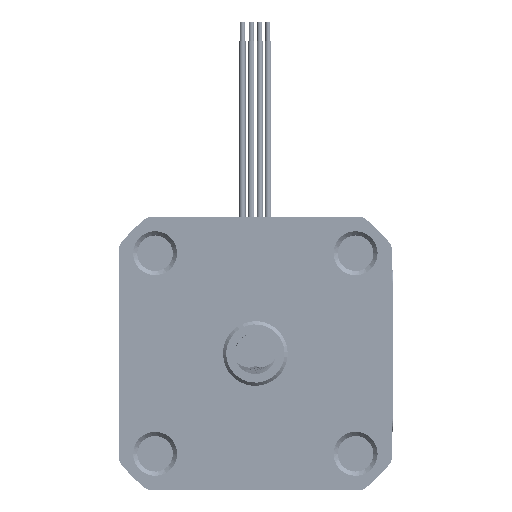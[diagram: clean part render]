
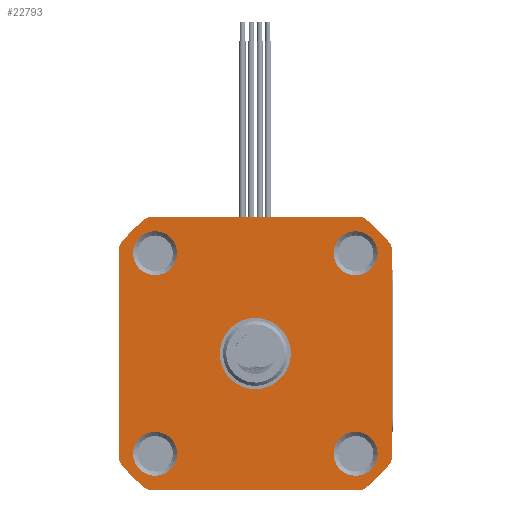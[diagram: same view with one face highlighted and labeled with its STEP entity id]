
A CAD part, front view. The second image highlights one B-rep face of the part: STEP entity #22793.
In plain terms, the highlighted face is planar.
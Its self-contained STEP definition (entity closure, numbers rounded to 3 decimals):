
#793=PLANE('',#24877);
#2169=LINE('',#37027,#4137);
#2170=LINE('',#37035,#4138);
#2171=LINE('',#37043,#4139);
#2172=LINE('',#37051,#4140);
#4137=VECTOR('',#30037,32.311);
#4138=VECTOR('',#30044,32.311);
#4139=VECTOR('',#30051,32.311);
#4140=VECTOR('',#30058,32.311);
#5143=FACE_BOUND('',#7383,.T.);
#5144=FACE_BOUND('',#7384,.T.);
#5145=FACE_BOUND('',#7385,.T.);
#5146=FACE_BOUND('',#7386,.T.);
#5147=FACE_BOUND('',#7387,.T.);
#5979=FACE_OUTER_BOUND('',#7382,.T.);
#7382=EDGE_LOOP('',(#18537,#18538,#18539,#18540,#18541,#18542,#18543,#18544,
#18545,#18546,#18547,#18548,#18549,#18550,#18551,#18552));
#7383=EDGE_LOOP('',(#18553));
#7384=EDGE_LOOP('',(#18554));
#7385=EDGE_LOOP('',(#18555));
#7386=EDGE_LOOP('',(#18556));
#7387=EDGE_LOOP('',(#18557));
#8802=CIRCLE('',#24826,3.4);
#8804=CIRCLE('',#24829,3.4);
#8806=CIRCLE('',#24832,3.4);
#8808=CIRCLE('',#24835,3.4);
#8823=CIRCLE('',#24861,5.5);
#8837=CIRCLE('',#24878,26.9);
#8838=CIRCLE('',#24879,1.5);
#8839=CIRCLE('',#24880,1.5);
#8840=CIRCLE('',#24881,26.9);
#8841=CIRCLE('',#24882,1.5);
#8842=CIRCLE('',#24883,1.5);
#8843=CIRCLE('',#24884,26.9);
#8844=CIRCLE('',#24885,1.5);
#8845=CIRCLE('',#24886,1.5);
#8846=CIRCLE('',#24887,26.9);
#8847=CIRCLE('',#24888,1.5);
#8848=CIRCLE('',#24889,1.5);
#10554=VERTEX_POINT('',#36902);
#10556=VERTEX_POINT('',#36907);
#10558=VERTEX_POINT('',#36912);
#10560=VERTEX_POINT('',#36917);
#10575=VERTEX_POINT('',#36958);
#10605=VERTEX_POINT('',#37021);
#10606=VERTEX_POINT('',#37022);
#10607=VERTEX_POINT('',#37024);
#10608=VERTEX_POINT('',#37026);
#10609=VERTEX_POINT('',#37028);
#10610=VERTEX_POINT('',#37030);
#10611=VERTEX_POINT('',#37032);
#10612=VERTEX_POINT('',#37034);
#10613=VERTEX_POINT('',#37036);
#10614=VERTEX_POINT('',#37038);
#10615=VERTEX_POINT('',#37040);
#10616=VERTEX_POINT('',#37042);
#10617=VERTEX_POINT('',#37044);
#10618=VERTEX_POINT('',#37046);
#10619=VERTEX_POINT('',#37048);
#10620=VERTEX_POINT('',#37050);
#13395=EDGE_CURVE('',#10554,#10554,#8802,.T.);
#13397=EDGE_CURVE('',#10556,#10556,#8804,.T.);
#13399=EDGE_CURVE('',#10558,#10558,#8806,.T.);
#13401=EDGE_CURVE('',#10560,#10560,#8808,.T.);
#13416=EDGE_CURVE('',#10575,#10575,#8823,.T.);
#13446=EDGE_CURVE('',#10605,#10606,#8837,.T.);
#13447=EDGE_CURVE('',#10607,#10605,#8838,.T.);
#13448=EDGE_CURVE('',#10608,#10607,#2169,.T.);
#13449=EDGE_CURVE('',#10609,#10608,#8839,.T.);
#13450=EDGE_CURVE('',#10610,#10609,#8840,.T.);
#13451=EDGE_CURVE('',#10611,#10610,#8841,.T.);
#13452=EDGE_CURVE('',#10612,#10611,#2170,.T.);
#13453=EDGE_CURVE('',#10613,#10612,#8842,.T.);
#13454=EDGE_CURVE('',#10614,#10613,#8843,.T.);
#13455=EDGE_CURVE('',#10615,#10614,#8844,.T.);
#13456=EDGE_CURVE('',#10616,#10615,#2171,.T.);
#13457=EDGE_CURVE('',#10617,#10616,#8845,.T.);
#13458=EDGE_CURVE('',#10618,#10617,#8846,.T.);
#13459=EDGE_CURVE('',#10619,#10618,#8847,.T.);
#13460=EDGE_CURVE('',#10620,#10619,#2172,.T.);
#13461=EDGE_CURVE('',#10606,#10620,#8848,.T.);
#18537=ORIENTED_EDGE('',*,*,#13446,.F.);
#18538=ORIENTED_EDGE('',*,*,#13447,.F.);
#18539=ORIENTED_EDGE('',*,*,#13448,.F.);
#18540=ORIENTED_EDGE('',*,*,#13449,.F.);
#18541=ORIENTED_EDGE('',*,*,#13450,.F.);
#18542=ORIENTED_EDGE('',*,*,#13451,.F.);
#18543=ORIENTED_EDGE('',*,*,#13452,.F.);
#18544=ORIENTED_EDGE('',*,*,#13453,.F.);
#18545=ORIENTED_EDGE('',*,*,#13454,.F.);
#18546=ORIENTED_EDGE('',*,*,#13455,.F.);
#18547=ORIENTED_EDGE('',*,*,#13456,.F.);
#18548=ORIENTED_EDGE('',*,*,#13457,.F.);
#18549=ORIENTED_EDGE('',*,*,#13458,.F.);
#18550=ORIENTED_EDGE('',*,*,#13459,.F.);
#18551=ORIENTED_EDGE('',*,*,#13460,.F.);
#18552=ORIENTED_EDGE('',*,*,#13461,.F.);
#18553=ORIENTED_EDGE('',*,*,#13416,.T.);
#18554=ORIENTED_EDGE('',*,*,#13401,.T.);
#18555=ORIENTED_EDGE('',*,*,#13399,.T.);
#18556=ORIENTED_EDGE('',*,*,#13397,.T.);
#18557=ORIENTED_EDGE('',*,*,#13395,.T.);
#22793=ADVANCED_FACE('',(#5979,#5143,#5144,#5145,#5146,#5147),#793,.F.);
#24826=AXIS2_PLACEMENT_3D('',#36903,#29913,#29914);
#24829=AXIS2_PLACEMENT_3D('',#36908,#29919,#29920);
#24832=AXIS2_PLACEMENT_3D('',#36913,#29925,#29926);
#24835=AXIS2_PLACEMENT_3D('',#36918,#29931,#29932);
#24861=AXIS2_PLACEMENT_3D('',#36959,#29983,#29984);
#24877=AXIS2_PLACEMENT_3D('',#37020,#30031,#30032);
#24878=AXIS2_PLACEMENT_3D('',#37023,#30033,#30034);
#24879=AXIS2_PLACEMENT_3D('',#37025,#30035,#30036);
#24880=AXIS2_PLACEMENT_3D('',#37029,#30038,#30039);
#24881=AXIS2_PLACEMENT_3D('',#37031,#30040,#30041);
#24882=AXIS2_PLACEMENT_3D('',#37033,#30042,#30043);
#24883=AXIS2_PLACEMENT_3D('',#37037,#30045,#30046);
#24884=AXIS2_PLACEMENT_3D('',#37039,#30047,#30048);
#24885=AXIS2_PLACEMENT_3D('',#37041,#30049,#30050);
#24886=AXIS2_PLACEMENT_3D('',#37045,#30052,#30053);
#24887=AXIS2_PLACEMENT_3D('',#37047,#30054,#30055);
#24888=AXIS2_PLACEMENT_3D('',#37049,#30056,#30057);
#24889=AXIS2_PLACEMENT_3D('',#37052,#30059,#30060);
#29913=DIRECTION('center_axis',(0.,0.,1.));
#29914=DIRECTION('ref_axis',(1.,0.,0.));
#29919=DIRECTION('center_axis',(0.,0.,1.));
#29920=DIRECTION('ref_axis',(1.,0.,0.));
#29925=DIRECTION('center_axis',(0.,0.,1.));
#29926=DIRECTION('ref_axis',(1.,0.,0.));
#29931=DIRECTION('center_axis',(0.,0.,1.));
#29932=DIRECTION('ref_axis',(1.,0.,0.));
#29983=DIRECTION('center_axis',(0.,0.,1.));
#29984=DIRECTION('ref_axis',(-1.,0.,0.));
#30031=DIRECTION('center_axis',(0.,0.,1.));
#30032=DIRECTION('ref_axis',(1.,0.,0.));
#30033=DIRECTION('center_axis',(0.,0.,1.));
#30034=DIRECTION('ref_axis',(1.,0.,0.));
#30035=DIRECTION('center_axis',(0.,0.,1.));
#30036=DIRECTION('ref_axis',(-1.,0.,0.));
#30037=DIRECTION('',(0.,-1.,0.));
#30038=DIRECTION('center_axis',(0.,0.,1.));
#30039=DIRECTION('ref_axis',(-1.,0.,0.));
#30040=DIRECTION('center_axis',(0.,0.,1.));
#30041=DIRECTION('ref_axis',(1.,0.,0.));
#30042=DIRECTION('center_axis',(0.,0.,1.));
#30043=DIRECTION('ref_axis',(-1.,0.,0.));
#30044=DIRECTION('',(-1.,0.,0.));
#30045=DIRECTION('center_axis',(0.,0.,1.));
#30046=DIRECTION('ref_axis',(-1.,0.,0.));
#30047=DIRECTION('center_axis',(0.,0.,1.));
#30048=DIRECTION('ref_axis',(1.,0.,0.));
#30049=DIRECTION('center_axis',(0.,0.,1.));
#30050=DIRECTION('ref_axis',(-1.,0.,0.));
#30051=DIRECTION('',(0.,1.,0.));
#30052=DIRECTION('center_axis',(0.,0.,1.));
#30053=DIRECTION('ref_axis',(-1.,0.,0.));
#30054=DIRECTION('center_axis',(0.,0.,1.));
#30055=DIRECTION('ref_axis',(1.,0.,0.));
#30056=DIRECTION('center_axis',(0.,0.,1.));
#30057=DIRECTION('ref_axis',(-1.,0.,0.));
#30058=DIRECTION('',(1.,0.,0.));
#30059=DIRECTION('center_axis',(0.,0.,1.));
#30060=DIRECTION('ref_axis',(1.,0.,0.));
#36902=CARTESIAN_POINT('',(-18.9,15.5,1.8));
#36903=CARTESIAN_POINT('Origin',(-15.5,15.5,1.8));
#36907=CARTESIAN_POINT('',(12.1,15.5,1.8));
#36908=CARTESIAN_POINT('Origin',(15.5,15.5,1.8));
#36912=CARTESIAN_POINT('',(-18.9,-15.5,1.8));
#36913=CARTESIAN_POINT('Origin',(-15.5,-15.5,1.8));
#36917=CARTESIAN_POINT('',(12.1,-15.5,1.8));
#36918=CARTESIAN_POINT('Origin',(15.5,-15.5,1.8));
#36958=CARTESIAN_POINT('',(5.5,0.,1.8));
#36959=CARTESIAN_POINT('Origin',(0.,0.,1.8));
#37020=CARTESIAN_POINT('Origin',(0.,0.,1.8));
#37021=CARTESIAN_POINT('',(-20.757,-17.11,1.8));
#37022=CARTESIAN_POINT('',(-17.11,-20.757,1.8));
#37023=CARTESIAN_POINT('Origin',(0.,0.,1.8));
#37024=CARTESIAN_POINT('',(-21.1,-16.155,1.8));
#37025=CARTESIAN_POINT('Origin',(-19.6,-16.155,1.8));
#37026=CARTESIAN_POINT('',(-21.1,16.155,1.8));
#37027=CARTESIAN_POINT('',(-21.1,16.155,1.8));
#37028=CARTESIAN_POINT('',(-20.757,17.11,1.8));
#37029=CARTESIAN_POINT('Origin',(-19.6,16.155,1.8));
#37030=CARTESIAN_POINT('',(-17.11,20.757,1.8));
#37031=CARTESIAN_POINT('Origin',(0.,0.,1.8));
#37032=CARTESIAN_POINT('',(-16.155,21.1,1.8));
#37033=CARTESIAN_POINT('Origin',(-16.155,19.6,1.8));
#37034=CARTESIAN_POINT('',(16.155,21.1,1.8));
#37035=CARTESIAN_POINT('',(-16.155,21.1,1.8));
#37036=CARTESIAN_POINT('',(17.11,20.757,1.8));
#37037=CARTESIAN_POINT('Origin',(16.155,19.6,1.8));
#37038=CARTESIAN_POINT('',(20.757,17.11,1.8));
#37039=CARTESIAN_POINT('Origin',(0.,0.,1.8));
#37040=CARTESIAN_POINT('',(21.1,16.155,1.8));
#37041=CARTESIAN_POINT('Origin',(19.6,16.155,1.8));
#37042=CARTESIAN_POINT('',(21.1,-16.155,1.8));
#37043=CARTESIAN_POINT('',(21.1,16.155,1.8));
#37044=CARTESIAN_POINT('',(20.757,-17.11,1.8));
#37045=CARTESIAN_POINT('Origin',(19.6,-16.155,1.8));
#37046=CARTESIAN_POINT('',(17.11,-20.757,1.8));
#37047=CARTESIAN_POINT('Origin',(0.,0.,1.8));
#37048=CARTESIAN_POINT('',(16.155,-21.1,1.8));
#37049=CARTESIAN_POINT('Origin',(16.155,-19.6,1.8));
#37050=CARTESIAN_POINT('',(-16.155,-21.1,1.8));
#37051=CARTESIAN_POINT('',(-16.155,-21.1,1.8));
#37052=CARTESIAN_POINT('Origin',(-16.155,-19.6,1.8));
